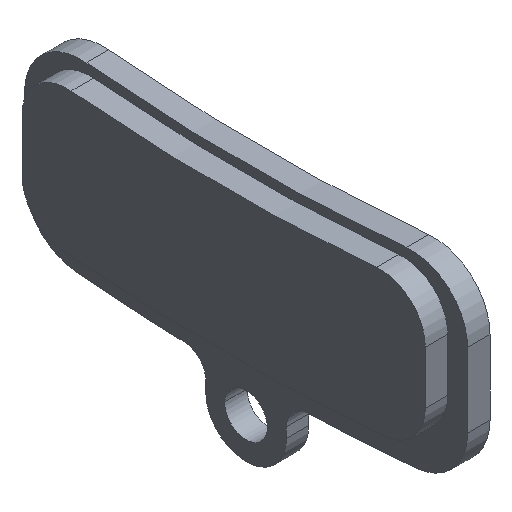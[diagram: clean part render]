
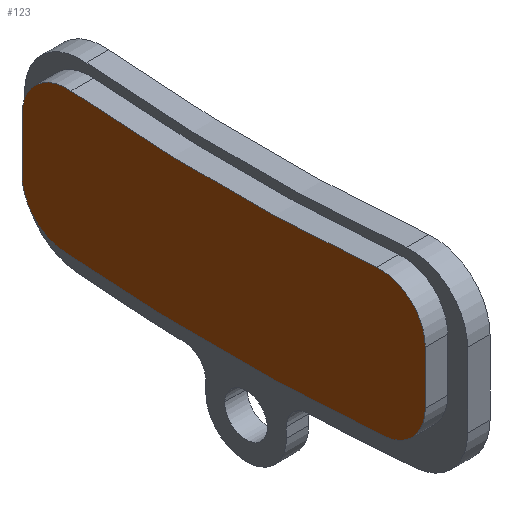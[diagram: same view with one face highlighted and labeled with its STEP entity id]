
A CAD part, isometric view. The second image highlights one B-rep face of the part: STEP entity #123.
In plain terms, the highlighted planar face has unit normal (-1, 0, 0).
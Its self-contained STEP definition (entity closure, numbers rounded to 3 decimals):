
#52=CARTESIAN_POINT('Axis2P3D Location',(-4.,0.,0.)) ;
#57=CARTESIAN_POINT('Line Origine',(-4.,17.98,1.671)) ;
#61=CARTESIAN_POINT('Vertex',(-4.,17.98,-0.689)) ;
#63=CARTESIAN_POINT('Vertex',(-4.,17.98,4.03)) ;
#66=CARTESIAN_POINT('Axis2P3D Location',(-4.,13.98,-0.689)) ;
#70=CARTESIAN_POINT('Vertex',(-4.,14.333,-4.673)) ;
#73=CARTESIAN_POINT('Axis2P3D Location',(-4.,0.,157.394)) ;
#77=CARTESIAN_POINT('Vertex',(-4.,-14.333,-4.673)) ;
#80=CARTESIAN_POINT('Axis2P3D Location',(-4.,-13.98,-0.689)) ;
#84=CARTESIAN_POINT('Vertex',(-4.,-17.98,-0.689)) ;
#87=CARTESIAN_POINT('Line Origine',(-4.,-17.98,1.671)) ;
#91=CARTESIAN_POINT('Vertex',(-4.,-17.98,4.03)) ;
#94=CARTESIAN_POINT('Axis2P3D Location',(-4.,-13.98,4.03)) ;
#98=CARTESIAN_POINT('Vertex',(-4.,-13.617,8.013)) ;
#101=CARTESIAN_POINT('Axis2P3D Location',(-4.,0.,157.394)) ;
#105=CARTESIAN_POINT('Vertex',(-4.,13.617,8.013)) ;
#108=CARTESIAN_POINT('Axis2P3D Location',(-4.,13.98,4.03)) ;
#53=DIRECTION('Axis2P3D Direction',(1.,0.,0.)) ;
#54=DIRECTION('Axis2P3D XDirection',(0.,1.,0.)) ;
#58=DIRECTION('Vector Direction',(0.,0.,1.)) ;
#67=DIRECTION('Axis2P3D Direction',(1.,0.,0.)) ;
#74=DIRECTION('Axis2P3D Direction',(1.,0.,0.)) ;
#81=DIRECTION('Axis2P3D Direction',(1.,0.,0.)) ;
#88=DIRECTION('Vector Direction',(0.,0.,-1.)) ;
#95=DIRECTION('Axis2P3D Direction',(1.,0.,0.)) ;
#102=DIRECTION('Axis2P3D Direction',(1.,0.,0.)) ;
#109=DIRECTION('Axis2P3D Direction',(1.,0.,0.)) ;
#55=AXIS2_PLACEMENT_3D('Plane Axis2P3D',#52,#53,#54) ;
#68=AXIS2_PLACEMENT_3D('Circle Axis2P3D',#66,#67,$) ;
#75=AXIS2_PLACEMENT_3D('Circle Axis2P3D',#73,#74,$) ;
#82=AXIS2_PLACEMENT_3D('Circle Axis2P3D',#80,#81,$) ;
#96=AXIS2_PLACEMENT_3D('Circle Axis2P3D',#94,#95,$) ;
#103=AXIS2_PLACEMENT_3D('Circle Axis2P3D',#101,#102,$) ;
#110=AXIS2_PLACEMENT_3D('Circle Axis2P3D',#108,#109,$) ;
#114=ORIENTED_EDGE('',*,*,#65,.F.) ;
#115=ORIENTED_EDGE('',*,*,#72,.F.) ;
#116=ORIENTED_EDGE('',*,*,#79,.F.) ;
#117=ORIENTED_EDGE('',*,*,#86,.F.) ;
#118=ORIENTED_EDGE('',*,*,#93,.F.) ;
#119=ORIENTED_EDGE('',*,*,#100,.F.) ;
#120=ORIENTED_EDGE('',*,*,#107,.F.) ;
#121=ORIENTED_EDGE('',*,*,#112,.F.) ;
#59=VECTOR('Line Direction',#58,1.) ;
#89=VECTOR('Line Direction',#88,1.) ;
#123=ADVANCED_FACE('PartBody',(#122),#56,.F.) ;
#69=CIRCLE('generated circle',#68,4.) ;
#76=CIRCLE('generated circle',#75,162.7) ;
#83=CIRCLE('generated circle',#82,4.) ;
#97=CIRCLE('generated circle',#96,4.) ;
#104=CIRCLE('generated circle',#103,150.) ;
#111=CIRCLE('generated circle',#110,4.) ;
#65=EDGE_CURVE('',#62,#64,#60,.T.) ;
#72=EDGE_CURVE('',#71,#62,#69,.T.) ;
#79=EDGE_CURVE('',#78,#71,#76,.T.) ;
#86=EDGE_CURVE('',#85,#78,#83,.T.) ;
#93=EDGE_CURVE('',#92,#85,#90,.T.) ;
#100=EDGE_CURVE('',#99,#92,#97,.T.) ;
#107=EDGE_CURVE('',#106,#99,#104,.F.) ;
#112=EDGE_CURVE('',#64,#106,#111,.T.) ;
#113=EDGE_LOOP('',(#114,#115,#116,#117,#118,#119,#120,#121)) ;
#122=FACE_OUTER_BOUND('',#113,.T.) ;
#60=LINE('Line',#57,#59) ;
#90=LINE('Line',#87,#89) ;
#56=PLANE('',#55) ;
#62=VERTEX_POINT('',#61) ;
#64=VERTEX_POINT('',#63) ;
#71=VERTEX_POINT('',#70) ;
#78=VERTEX_POINT('',#77) ;
#85=VERTEX_POINT('',#84) ;
#92=VERTEX_POINT('',#91) ;
#99=VERTEX_POINT('',#98) ;
#106=VERTEX_POINT('',#105) ;
